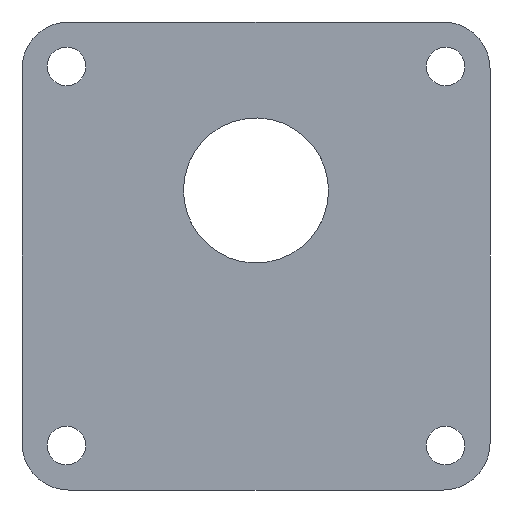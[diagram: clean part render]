
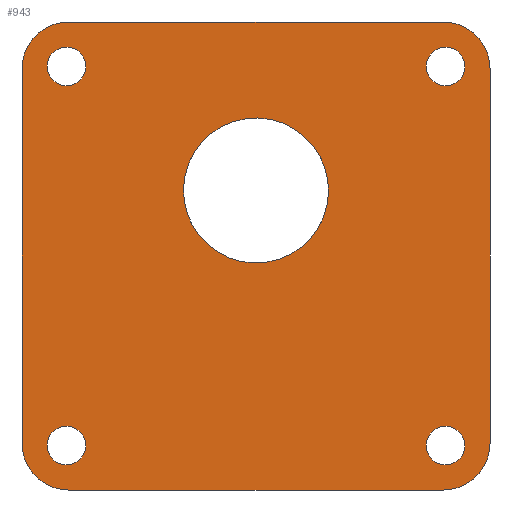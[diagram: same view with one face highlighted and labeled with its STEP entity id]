
A CAD part, left-side view. The second image highlights one B-rep face of the part: STEP entity #943.
In plain terms, the highlighted planar face has unit normal (-1, 0, 0).
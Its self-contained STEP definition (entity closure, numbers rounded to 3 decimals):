
#113=CARTESIAN_POINT('Vertex',(0.,6.801,3.284)) ;
#118=CARTESIAN_POINT('Axis2P3D Location',(0.,0.,7.)) ;
#122=CARTESIAN_POINT('Vertex',(0.,-6.801,10.716)) ;
#214=CARTESIAN_POINT('Axis2P3D Location',(0.,0.,7.)) ;
#553=CARTESIAN_POINT('Vertex',(0.,-20.,-25.)) ;
#556=CARTESIAN_POINT('Line Origine',(0.,0.,-25.)) ;
#560=CARTESIAN_POINT('Vertex',(0.,20.,-25.)) ;
#584=CARTESIAN_POINT('Vertex',(0.,25.,-20.)) ;
#587=CARTESIAN_POINT('Line Origine',(0.,25.,0.)) ;
#591=CARTESIAN_POINT('Vertex',(0.,25.,20.)) ;
#615=CARTESIAN_POINT('Vertex',(0.,20.,25.)) ;
#618=CARTESIAN_POINT('Line Origine',(0.,0.,25.)) ;
#622=CARTESIAN_POINT('Vertex',(0.,-20.,25.)) ;
#646=CARTESIAN_POINT('Vertex',(0.,-25.,-20.)) ;
#653=CARTESIAN_POINT('Vertex',(0.,-25.,20.)) ;
#656=CARTESIAN_POINT('Line Origine',(0.,-25.,0.)) ;
#677=CARTESIAN_POINT('Vertex',(0.,-18.436,-21.241)) ;
#680=CARTESIAN_POINT('Axis2P3D Location',(0.,-20.25,-20.25)) ;
#684=CARTESIAN_POINT('Vertex',(0.,-22.064,-19.259)) ;
#699=CARTESIAN_POINT('Axis2P3D Location',(0.,-20.25,-20.25)) ;
#720=CARTESIAN_POINT('Vertex',(0.,22.064,-21.241)) ;
#723=CARTESIAN_POINT('Axis2P3D Location',(0.,20.25,-20.25)) ;
#727=CARTESIAN_POINT('Vertex',(0.,18.436,-19.259)) ;
#742=CARTESIAN_POINT('Axis2P3D Location',(0.,20.25,-20.25)) ;
#763=CARTESIAN_POINT('Vertex',(0.,22.064,19.259)) ;
#766=CARTESIAN_POINT('Axis2P3D Location',(0.,20.25,20.25)) ;
#770=CARTESIAN_POINT('Vertex',(0.,18.436,21.241)) ;
#785=CARTESIAN_POINT('Axis2P3D Location',(0.,20.25,20.25)) ;
#806=CARTESIAN_POINT('Vertex',(0.,-22.064,21.241)) ;
#809=CARTESIAN_POINT('Axis2P3D Location',(0.,-20.25,20.25)) ;
#813=CARTESIAN_POINT('Vertex',(0.,-18.436,19.259)) ;
#828=CARTESIAN_POINT('Axis2P3D Location',(0.,-20.25,20.25)) ;
#845=CARTESIAN_POINT('Axis2P3D Location',(0.,-20.,-20.)) ;
#862=CARTESIAN_POINT('Axis2P3D Location',(0.,-20.,20.)) ;
#879=CARTESIAN_POINT('Axis2P3D Location',(0.,20.,20.)) ;
#896=CARTESIAN_POINT('Axis2P3D Location',(0.,20.,-20.)) ;
#908=CARTESIAN_POINT('Axis2P3D Location',(0.,0.,0.)) ;
#119=DIRECTION('Axis2P3D Direction',(-1.,0.,-0.)) ;
#215=DIRECTION('Axis2P3D Direction',(-1.,0.,-0.)) ;
#557=DIRECTION('Vector Direction',(0.,-1.,0.)) ;
#588=DIRECTION('Vector Direction',(0.,0.,-1.)) ;
#619=DIRECTION('Vector Direction',(0.,1.,0.)) ;
#657=DIRECTION('Vector Direction',(0.,0.,1.)) ;
#681=DIRECTION('Axis2P3D Direction',(-1.,0.,-0.)) ;
#700=DIRECTION('Axis2P3D Direction',(-1.,0.,-0.)) ;
#724=DIRECTION('Axis2P3D Direction',(-1.,0.,-0.)) ;
#743=DIRECTION('Axis2P3D Direction',(-1.,0.,-0.)) ;
#767=DIRECTION('Axis2P3D Direction',(-1.,0.,-0.)) ;
#786=DIRECTION('Axis2P3D Direction',(-1.,0.,-0.)) ;
#810=DIRECTION('Axis2P3D Direction',(-1.,0.,-0.)) ;
#829=DIRECTION('Axis2P3D Direction',(-1.,0.,-0.)) ;
#846=DIRECTION('Axis2P3D Direction',(1.,0.,0.)) ;
#863=DIRECTION('Axis2P3D Direction',(1.,0.,0.)) ;
#880=DIRECTION('Axis2P3D Direction',(1.,0.,-0.)) ;
#897=DIRECTION('Axis2P3D Direction',(1.,0.,0.)) ;
#909=DIRECTION('Axis2P3D Direction',(1.,0.,0.)) ;
#910=DIRECTION('Axis2P3D XDirection',(0.,1.,0.)) ;
#120=AXIS2_PLACEMENT_3D('Circle Axis2P3D',#118,#119,$) ;
#216=AXIS2_PLACEMENT_3D('Circle Axis2P3D',#214,#215,$) ;
#682=AXIS2_PLACEMENT_3D('Circle Axis2P3D',#680,#681,$) ;
#701=AXIS2_PLACEMENT_3D('Circle Axis2P3D',#699,#700,$) ;
#725=AXIS2_PLACEMENT_3D('Circle Axis2P3D',#723,#724,$) ;
#744=AXIS2_PLACEMENT_3D('Circle Axis2P3D',#742,#743,$) ;
#768=AXIS2_PLACEMENT_3D('Circle Axis2P3D',#766,#767,$) ;
#787=AXIS2_PLACEMENT_3D('Circle Axis2P3D',#785,#786,$) ;
#811=AXIS2_PLACEMENT_3D('Circle Axis2P3D',#809,#810,$) ;
#830=AXIS2_PLACEMENT_3D('Circle Axis2P3D',#828,#829,$) ;
#847=AXIS2_PLACEMENT_3D('Circle Axis2P3D',#845,#846,$) ;
#864=AXIS2_PLACEMENT_3D('Circle Axis2P3D',#862,#863,$) ;
#881=AXIS2_PLACEMENT_3D('Circle Axis2P3D',#879,#880,$) ;
#898=AXIS2_PLACEMENT_3D('Circle Axis2P3D',#896,#897,$) ;
#911=AXIS2_PLACEMENT_3D('Plane Axis2P3D',#908,#909,#910) ;
#914=ORIENTED_EDGE('',*,*,#849,.F.) ;
#915=ORIENTED_EDGE('',*,*,#660,.F.) ;
#916=ORIENTED_EDGE('',*,*,#866,.F.) ;
#917=ORIENTED_EDGE('',*,*,#624,.F.) ;
#918=ORIENTED_EDGE('',*,*,#883,.F.) ;
#919=ORIENTED_EDGE('',*,*,#593,.F.) ;
#920=ORIENTED_EDGE('',*,*,#900,.F.) ;
#921=ORIENTED_EDGE('',*,*,#562,.F.) ;
#924=ORIENTED_EDGE('',*,*,#218,.T.) ;
#925=ORIENTED_EDGE('',*,*,#124,.T.) ;
#928=ORIENTED_EDGE('',*,*,#815,.T.) ;
#929=ORIENTED_EDGE('',*,*,#832,.T.) ;
#932=ORIENTED_EDGE('',*,*,#772,.T.) ;
#933=ORIENTED_EDGE('',*,*,#789,.T.) ;
#936=ORIENTED_EDGE('',*,*,#729,.T.) ;
#937=ORIENTED_EDGE('',*,*,#746,.T.) ;
#940=ORIENTED_EDGE('',*,*,#686,.T.) ;
#941=ORIENTED_EDGE('',*,*,#703,.T.) ;
#926=FACE_BOUND('',#923,.T.) ;
#930=FACE_BOUND('',#927,.T.) ;
#934=FACE_BOUND('',#931,.T.) ;
#938=FACE_BOUND('',#935,.T.) ;
#942=FACE_BOUND('',#939,.T.) ;
#558=VECTOR('Line Direction',#557,1.) ;
#589=VECTOR('Line Direction',#588,1.) ;
#620=VECTOR('Line Direction',#619,1.) ;
#658=VECTOR('Line Direction',#657,1.) ;
#943=ADVANCED_FACE('Corps principal',(#922,#926,#930,#934,#938,#942),#912,.F.) ;
#121=CIRCLE('generated circle',#120,7.75) ;
#217=CIRCLE('generated circle',#216,7.75) ;
#683=CIRCLE('generated circle',#682,2.067) ;
#702=CIRCLE('generated circle',#701,2.067) ;
#726=CIRCLE('generated circle',#725,2.067) ;
#745=CIRCLE('generated circle',#744,2.067) ;
#769=CIRCLE('generated circle',#768,2.067) ;
#788=CIRCLE('generated circle',#787,2.067) ;
#812=CIRCLE('generated circle',#811,2.067) ;
#831=CIRCLE('generated circle',#830,2.067) ;
#848=CIRCLE('generated circle',#847,5.) ;
#865=CIRCLE('generated circle',#864,5.) ;
#882=CIRCLE('generated circle',#881,5.) ;
#899=CIRCLE('generated circle',#898,5.) ;
#124=EDGE_CURVE('',#123,#114,#121,.F.) ;
#218=EDGE_CURVE('',#114,#123,#217,.F.) ;
#562=EDGE_CURVE('',#554,#561,#559,.F.) ;
#593=EDGE_CURVE('',#585,#592,#590,.F.) ;
#624=EDGE_CURVE('',#616,#623,#621,.F.) ;
#660=EDGE_CURVE('',#654,#647,#659,.F.) ;
#686=EDGE_CURVE('',#685,#678,#683,.F.) ;
#703=EDGE_CURVE('',#678,#685,#702,.F.) ;
#729=EDGE_CURVE('',#728,#721,#726,.F.) ;
#746=EDGE_CURVE('',#721,#728,#745,.F.) ;
#772=EDGE_CURVE('',#771,#764,#769,.F.) ;
#789=EDGE_CURVE('',#764,#771,#788,.F.) ;
#815=EDGE_CURVE('',#814,#807,#812,.F.) ;
#832=EDGE_CURVE('',#807,#814,#831,.F.) ;
#849=EDGE_CURVE('',#647,#554,#848,.T.) ;
#866=EDGE_CURVE('',#623,#654,#865,.T.) ;
#883=EDGE_CURVE('',#592,#616,#882,.T.) ;
#900=EDGE_CURVE('',#561,#585,#899,.T.) ;
#913=EDGE_LOOP('',(#914,#915,#916,#917,#918,#919,#920,#921)) ;
#923=EDGE_LOOP('',(#924,#925)) ;
#927=EDGE_LOOP('',(#928,#929)) ;
#931=EDGE_LOOP('',(#932,#933)) ;
#935=EDGE_LOOP('',(#936,#937)) ;
#939=EDGE_LOOP('',(#940,#941)) ;
#922=FACE_OUTER_BOUND('',#913,.T.) ;
#559=LINE('Line',#556,#558) ;
#590=LINE('Line',#587,#589) ;
#621=LINE('Line',#618,#620) ;
#659=LINE('Line',#656,#658) ;
#912=PLANE('',#911) ;
#114=VERTEX_POINT('',#113) ;
#123=VERTEX_POINT('',#122) ;
#554=VERTEX_POINT('',#553) ;
#561=VERTEX_POINT('',#560) ;
#585=VERTEX_POINT('',#584) ;
#592=VERTEX_POINT('',#591) ;
#616=VERTEX_POINT('',#615) ;
#623=VERTEX_POINT('',#622) ;
#647=VERTEX_POINT('',#646) ;
#654=VERTEX_POINT('',#653) ;
#678=VERTEX_POINT('',#677) ;
#685=VERTEX_POINT('',#684) ;
#721=VERTEX_POINT('',#720) ;
#728=VERTEX_POINT('',#727) ;
#764=VERTEX_POINT('',#763) ;
#771=VERTEX_POINT('',#770) ;
#807=VERTEX_POINT('',#806) ;
#814=VERTEX_POINT('',#813) ;
